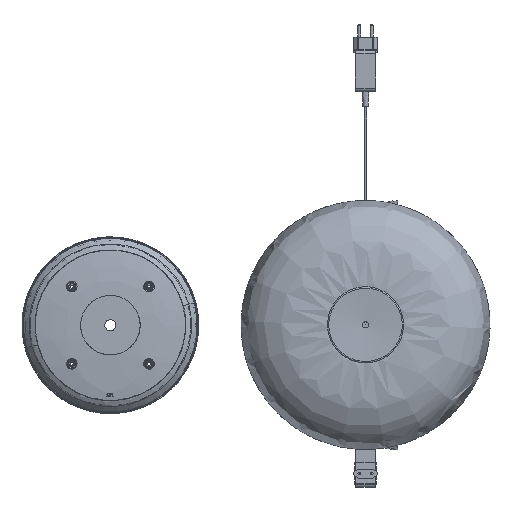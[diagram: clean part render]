
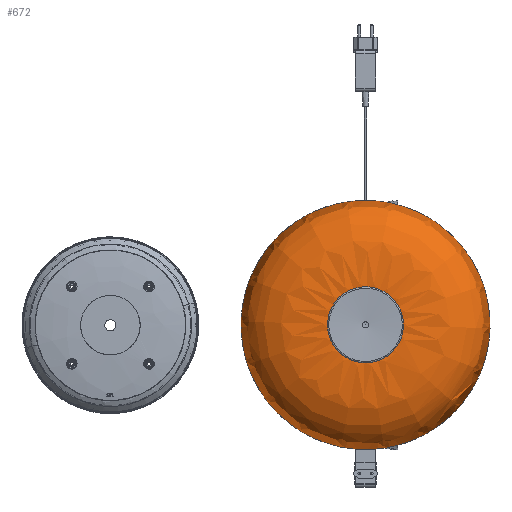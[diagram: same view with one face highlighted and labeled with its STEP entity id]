
A CAD part, top view. The second image highlights one B-rep face of the part: STEP entity #672.
In plain terms, the highlighted face is a revolution surface.
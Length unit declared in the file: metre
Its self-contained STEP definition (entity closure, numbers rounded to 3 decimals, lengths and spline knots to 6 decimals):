
#672 = ADVANCED_FACE( '', ( #1353, #1354 ), #1355, .F. );
#1353 = FACE_OUTER_BOUND( '', #2990, .T. );
#1354 = FACE_OUTER_BOUND( '', #2991, .T. );
#1355 = SURFACE_OF_REVOLUTION( '', #2992, #2993 );
#2990 = EDGE_LOOP( '', ( #6915 ) );
#2991 = EDGE_LOOP( '', ( #6916 ) );
#2992 = ( B_SPLINE_CURVE( 5, ( #6918, #6919, #6920, #6921, #6922, #6923, #6924, #6925, #6926, #6927, #6928, #6929, #6930, #6931, #6932, #6933, #6934, #6935, #6936, #6937, #6938, #6939, #6940, #6941, #6942, #6943 ), .UNSPECIFIED., .F., .F. )B_SPLINE_CURVE_WITH_KNOTS( ( 6, 5, 5, 5, 5, 6 ), ( 0., 0.118367, 0.134904, 0.803424, 0.819961, 1. ), .UNSPECIFIED. )RATIONAL_B_SPLINE_CURVE( ( 0.888, 0.888, 0.888, 0.887, 0.886, 0.884, 0.884, 0.884, 0.884, 0.884, 0.884, 0.875, 0.874, 0.882, 0.899, 0.925, 0.925, 0.925, 0.925, 0.925, 0.925, 0.921, 0.911, 0.898, 0.885, 0.875 ) )BOUNDED_CURVE(  )REPRESENTATION_ITEM( '' )GEOMETRIC_REPRESENTATION_ITEM(  )CURVE(  ) );
#2993 = AXIS1_PLACEMENT( '', #6950, #6951 );
#6915 = ORIENTED_EDGE( '', *, *, #9755, .T. );
#6916 = ORIENTED_EDGE( '', *, *, #9793, .T. );
#6918 = CARTESIAN_POINT( '', ( 0.046726, 0., 0.18 ) );
#6919 = CARTESIAN_POINT( '', ( 0.044814, 0., 0.179963 ) );
#6920 = CARTESIAN_POINT( '', ( 0.043042, 0., 0.179925 ) );
#6921 = CARTESIAN_POINT( '', ( 0.041396, 0., 0.179885 ) );
#6922 = CARTESIAN_POINT( '', ( 0.039863, 0., 0.179844 ) );
#6923 = CARTESIAN_POINT( '', ( 0.038428, 0., 0.1798 ) );
#6924 = CARTESIAN_POINT( '', ( 0.030093, 0., 0.179544 ) );
#6925 = CARTESIAN_POINT( '', ( 0.020124, 0., 0.178723 ) );
#6926 = CARTESIAN_POINT( '', ( 0.009955, 0., 0.177168 ) );
#6927 = CARTESIAN_POINT( '', ( 0.001018, 0., 0.174711 ) );
#6928 = CARTESIAN_POINT( '', ( -0.005254, 0., 0.171183 ) );
#6929 = CARTESIAN_POINT( '', ( -0.014671, 0., 0.165887 ) );
#6930 = CARTESIAN_POINT( '', ( -0.024347, 0., 0.156789 ) );
#6931 = CARTESIAN_POINT( '', ( -0.033022, 0., 0.143344 ) );
#6932 = CARTESIAN_POINT( '', ( -0.039487, 0., 0.125292 ) );
#6933 = CARTESIAN_POINT( '', ( -0.042709, 0., 0.102688 ) );
#6934 = CARTESIAN_POINT( '', ( -0.043458, 0., 0.097435 ) );
#6935 = CARTESIAN_POINT( '', ( -0.043998, 0., 0.092152 ) );
#6936 = CARTESIAN_POINT( '', ( -0.044417, 0., 0.08033 ) );
#6937 = CARTESIAN_POINT( '', ( -0.044596, 0., 0.075006 ) );
#6938 = CARTESIAN_POINT( '', ( -0.044735, 0., 0.069681 ) );
#6939 = CARTESIAN_POINT( '', ( -0.044918, 0., 0.062631 ) );
#6940 = CARTESIAN_POINT( '', ( -0.044955, 0., 0.058436 ) );
#6941 = CARTESIAN_POINT( '', ( -0.044785, 0., 0.056134 ) );
#6942 = CARTESIAN_POINT( '', ( -0.044341, 0., 0.05481 ) );
#6943 = CARTESIAN_POINT( '', ( -0.043559, 0., 0.053525 ) );
#6950 = CARTESIAN_POINT( '', ( -0.06, 0., 0. ) );
#6951 = DIRECTION( '', ( 1., 0., 0. ) );
#9755 = EDGE_CURVE( '', #11097, #11097, #11098, .T. );
#9793 = EDGE_CURVE( '', #11103, #11103, #11104, .T. );
#11097 = VERTEX_POINT( '', #13478 );
#11098 = CIRCLE( '', #13479, 0.18 );
#11103 = VERTEX_POINT( '', #13484 );
#11104 = CIRCLE( '', #13485, 0.05374 );
#13478 = CARTESIAN_POINT( '', ( 0.046726, 0., 0.18 ) );
#13479 = AXIS2_PLACEMENT_3D( '', #19884, #19885, #19886 );
#13484 = CARTESIAN_POINT( '', ( -0.043686, 0., 0.05374 ) );
#13485 = AXIS2_PLACEMENT_3D( '', #19893, #19894, #19895 );
#19884 = CARTESIAN_POINT( '', ( 0.046726, 0., 0. ) );
#19885 = DIRECTION( '', ( -1., 0., 0. ) );
#19886 = DIRECTION( '', ( 0., 0., 1. ) );
#19893 = CARTESIAN_POINT( '', ( -0.043686, 0., 0. ) );
#19894 = DIRECTION( '', ( 1., 0., 0. ) );
#19895 = DIRECTION( '', ( 0., 0., 1. ) );
